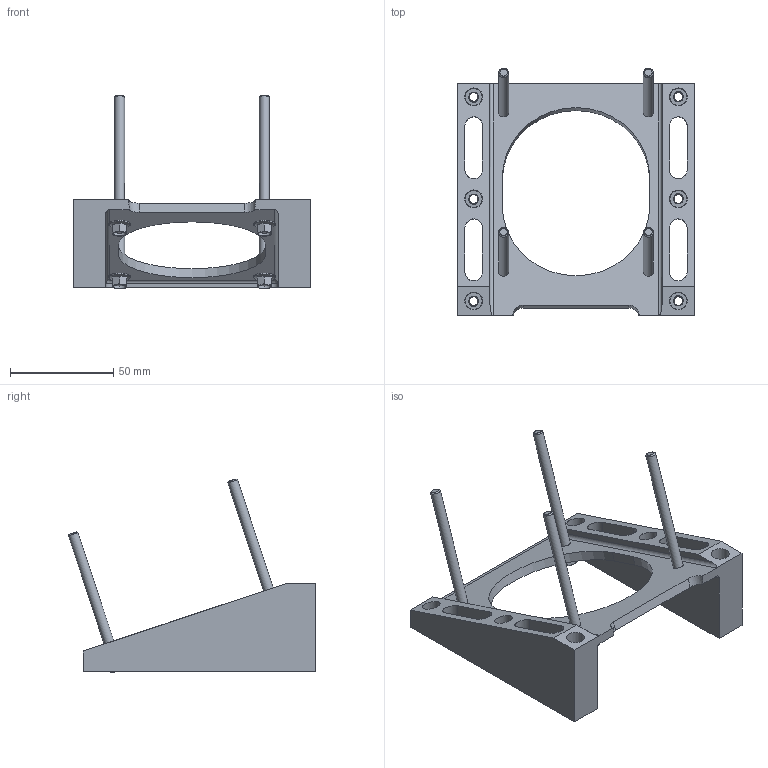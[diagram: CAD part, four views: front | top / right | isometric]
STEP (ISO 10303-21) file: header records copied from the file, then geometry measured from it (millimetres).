
FILE_DESCRIPTION(/* description */ (''),/* implementation_level */ '2;1');
FILE_NAME(/* name */ 'Mounting_Plate v1.step',/* time_stamp */ '2024-11-15T09:11:29+11:00',/* author */ (''),/* organization */ (''),/* preprocessor_version */ 'ST-DEVELOPER v20',/* originating_system */ 'Autodesk Translation Framework v13.20.0.188',/* authorisation */ '');
FILE_SCHEMA (('AUTOMOTIVE_DESIGN { 1 0 10303 214 3 1 1 }'));
Length unit declared in the file: millimetre
Products named in the file (2): Mounting_Plate v1; Indented Hex Flange Head Machine Screw ANSI B18.6.7M - M5x0.8 x 45 St
eel Grade 8 Plain v7
Assembly tree (4 placements, depth 2):
  Mounting_Plate v1
    Indented Hex Flange Head Machine Screw ANSI B18.6.7M - M5x0.8 x 45 St
eel Grade 8 Plain v7  x4
Bounding box: 115 x 119.98 x 94.11 mm (x, y, z)
Volume: 92893.6 mm3; surface area: 47566.3 mm2
Topology: 5 solids, 5 shells, 240 faces, 596 edges, 380 vertices
Faces by surface type: cylinder 97, plane 89, cone 30, bspline 16, torus 8
Full cylindrical faces by diameter (mm): 4.234 x12, 4.901 x4, 5 x4, 5.12 x6, 6.2 x4, 8.65 x6
Entity records: 10533 total; most frequent: CARTESIAN_POINT 6030, ORIENTED_EDGE 976, DIRECTION 843, EDGE_CURVE 488, AXIS2_PLACEMENT_3D 328, VERTEX_POINT 311, EDGE_LOOP 227, FACE_OUTER_BOUND 189
